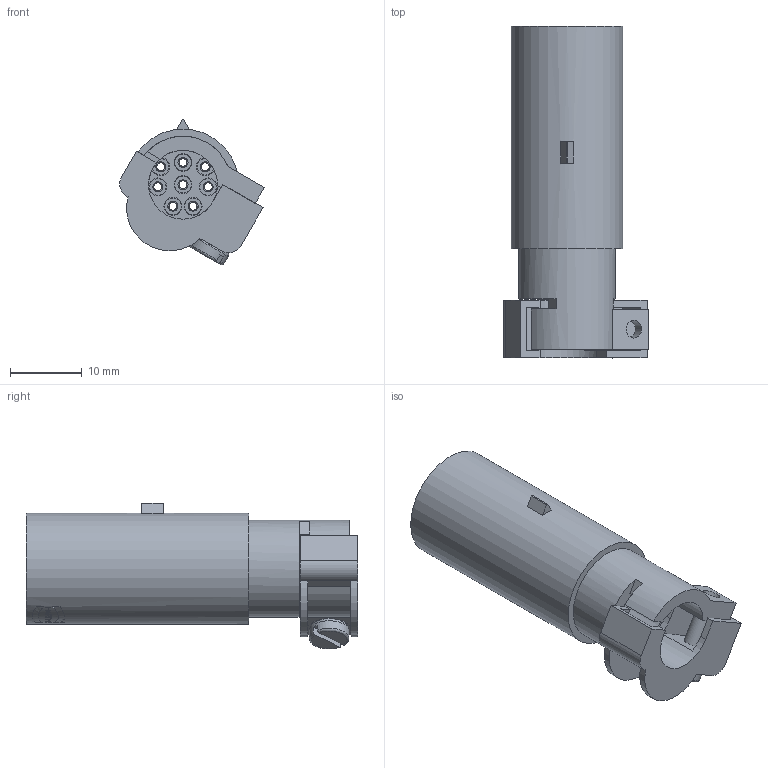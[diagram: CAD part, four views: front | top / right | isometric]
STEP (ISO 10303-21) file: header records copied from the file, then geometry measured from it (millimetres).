
FILE_DESCRIPTION(/* description */ (''),/* implementation_level */ '2;1');
FILE_NAME(/* name */ '100095347ugm000_b.stp',/* time_stamp */ '2017-10-26T13:29:39+02:00',/* author */ (''),/* organization */ (''),/* preprocessor_version */ 'ST-DEVELOPER v16',/* originating_system */ 'SIEMENS PLM Software NX 10.0',/* authorisation */ '');
FILE_SCHEMA (('AUTOMOTIVE_DESIGN { 1 0 10303 214 3 1 1 1 }'));
Length unit declared in the file: millimetre
Products named in the file (1): 100095347ugm000_b
Bounding box: 20.11 x 46.2 x 20.32 mm (x, y, z)
Volume: 4676.7 mm3; surface area: 5277.8 mm2
Topology: 9 solids, 9 shells, 371 faces, 894 edges, 604 vertices
Faces by surface type: plane 247, cylinder 119, bspline 4, cone 1
Full cylindrical faces by diameter (mm): 0.428 x1, 0.472 x1, 1.1 x8, 1.4 x8, 2.3 x16, 2.482 x1, 2.5 x9, 4.782 x1, 5.5 x1, 9.6 x1, 11.6 x1, 11.7 x1, 13.5 x1, 13.8 x1, 15.5 x1
Entity records: 12071 total; most frequent: CARTESIAN_POINT 2179, DIRECTION 1832, ORIENTED_EDGE 1672, EDGE_CURVE 836, AXIS2_PLACEMENT_3D 667, VERTEX_POINT 595, EDGE_LOOP 505, LINE 498
